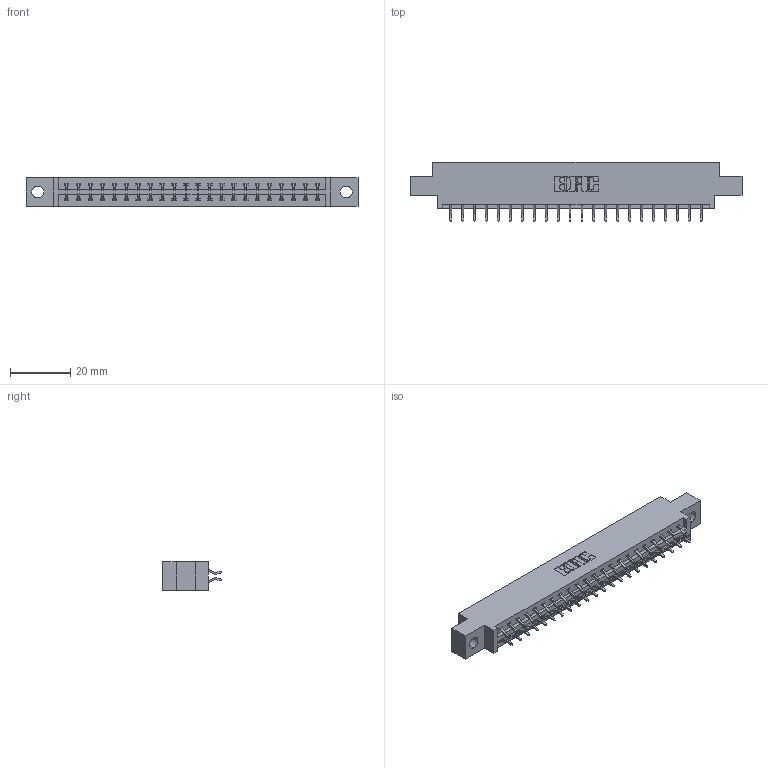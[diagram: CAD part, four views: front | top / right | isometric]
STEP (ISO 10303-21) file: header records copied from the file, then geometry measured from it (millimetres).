
FILE_DESCRIPTION (( 'STEP AP203' ), '1' );
FILE_NAME ('337-044-556-804.STEP', '2018-08-09T05:55:11', ( '' ), ( '' ), 'SwSTEP 2.0', 'SolidWorks 2016', '' );
FILE_SCHEMA (( 'CONFIG_CONTROL_DESIGN' ));
Length unit declared in the file: inch
Products named in the file (3): 337 Part_0.170 Offset - 0.156 Dia-TH; 345-292-001_556 Tail; 337-044-556-804
Assembly tree (45 placements, depth 2):
  337-044-556-804
    337 Part_0.170 Offset - 0.156 Dia-TH
    345-292-001_556 Tail  x44
Bounding box: 110.19 x 19.57 x 9.4 mm (x, y, z)
Volume: 11138.9 mm3; surface area: 12257 mm2
Topology: 45 solids, 45 shells, 2758 faces, 8199 edges, 5406 vertices
Faces by surface type: plane 1922, cylinder 836
Entity records: 19999 total; most frequent: CARTESIAN_POINT 3402, ORIENTED_EDGE 3326, DIRECTION 2919, EDGE_CURVE 1663, LINE 1527, VECTOR 1527, VERTEX_POINT 1106, AXIS2_PLACEMENT_3D 696
